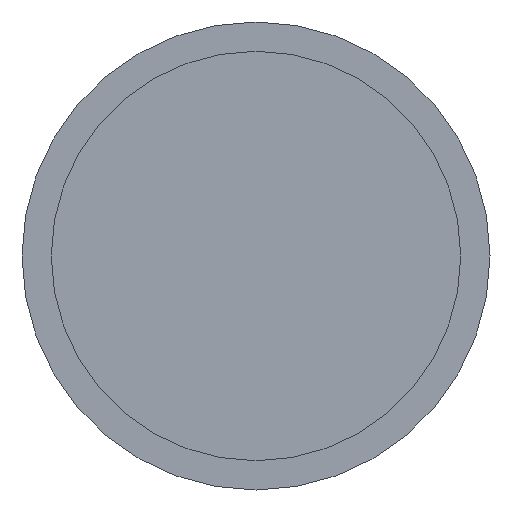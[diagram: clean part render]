
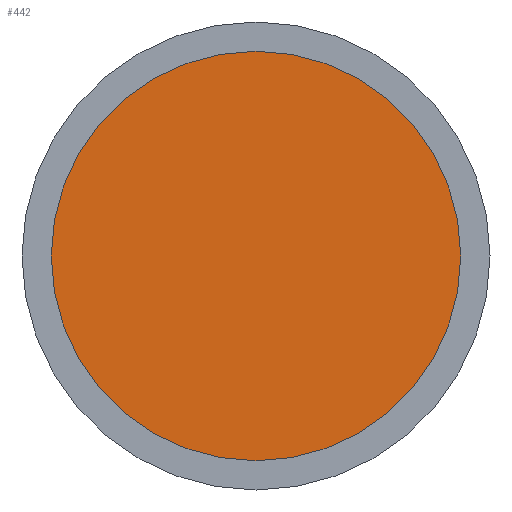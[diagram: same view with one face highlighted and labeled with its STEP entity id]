
A CAD part, front view. The second image highlights one B-rep face of the part: STEP entity #442.
In plain terms, the highlighted planar face has unit normal (0, -1, 0).
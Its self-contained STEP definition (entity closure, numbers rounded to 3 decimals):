
#23 = DIRECTION ( 'NONE',  ( 0., 1., 0. ) ) ;
#26 = CARTESIAN_POINT ( 'NONE',  ( 0., 0., 0. ) ) ;
#33 = PLANE ( 'NONE',  #216 ) ;
#47 = EDGE_CURVE ( 'NONE', #436, #464, #220, .T. ) ;
#50 = AXIS2_PLACEMENT_3D ( 'NONE', #26, #368, #281 ) ;
#68 = AXIS2_PLACEMENT_3D ( 'NONE', #357, #208, #315 ) ;
#84 = ORIENTED_EDGE ( 'NONE', *, *, #402, .F. ) ;
#94 = DIRECTION ( 'NONE',  ( 0., 0., 1. ) ) ;
#174 = CARTESIAN_POINT ( 'NONE',  ( 0., 0., 0. ) ) ;
#208 = DIRECTION ( 'NONE',  ( 0., 1., 0. ) ) ;
#216 = AXIS2_PLACEMENT_3D ( 'NONE', #174, #23, #94 ) ;
#220 = CIRCLE ( 'NONE', #50, 17.5 ) ;
#249 = CIRCLE ( 'NONE', #68, 17.5 ) ;
#281 = DIRECTION ( 'NONE',  ( 0., 0., 1. ) ) ;
#315 = DIRECTION ( 'NONE',  ( 0., 0., 1. ) ) ;
#354 = CARTESIAN_POINT ( 'NONE',  ( 0., 0., 17.5 ) ) ;
#357 = CARTESIAN_POINT ( 'NONE',  ( 0., 0., 0. ) ) ;
#368 = DIRECTION ( 'NONE',  ( 0., 1., 0. ) ) ;
#387 = ORIENTED_EDGE ( 'NONE', *, *, #47, .F. ) ;
#402 = EDGE_CURVE ( 'NONE', #464, #436, #249, .T. ) ;
#411 = FACE_OUTER_BOUND ( 'NONE', #430, .T. ) ;
#430 = EDGE_LOOP ( 'NONE', ( #387, #84 ) ) ;
#436 = VERTEX_POINT ( 'NONE', #443 ) ;
#442 = ADVANCED_FACE ( 'NONE', ( #411 ), #33, .F. ) ;
#443 = CARTESIAN_POINT ( 'NONE',  ( 0., 0., -17.5 ) ) ;
#464 = VERTEX_POINT ( 'NONE', #354 ) ;
